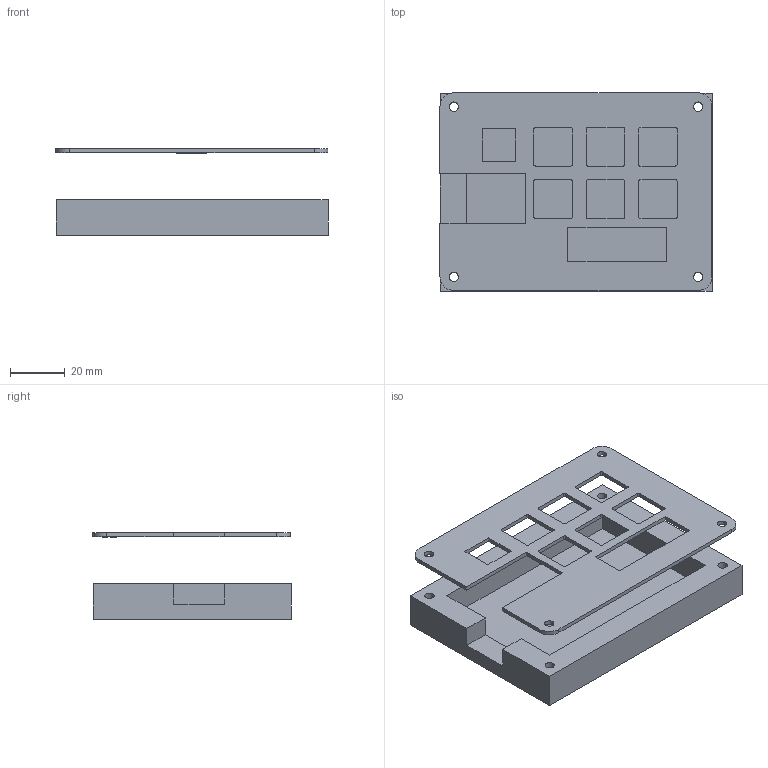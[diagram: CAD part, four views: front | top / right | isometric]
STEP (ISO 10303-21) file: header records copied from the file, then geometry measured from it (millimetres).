
FILE_DESCRIPTION(/* description */ (''),/* implementation_level */ '2;1');
FILE_NAME(/* name */ 'MacroPadv3.step',/* time_stamp */ '2025-05-24T16:05:53-05:00',/* author */ (''),/* organization */ (''),/* preprocessor_version */ 'ST-DEVELOPER v20.1',/* originating_system */ 'Autodesk Translation Framework v14.10.0.0',/* authorisation */ '');
FILE_SCHEMA (('AUTOMOTIVE_DESIGN { 1 0 10303 214 3 1 1 }'));
Length unit declared in the file: millimetre
Products named in the file (4): 2025-05-24-20-22-00-618; 2025-05-24-20-22-00-619; 2025-05-18-18-38-21-455; 2025-05-24-15-41-45-800
Assembly tree (3 placements, depth 2):
  2025-05-24-20-22-00-618
    2025-05-24-20-22-00-619
    2025-05-18-18-38-21-455
    2025-05-24-15-41-45-800
Bounding box: 98.99 x 72.08 x 31.5 mm (x, y, z)
Volume: 55240.3 mm3; surface area: 32601.9 mm2
Topology: 2 solids, 2 shells, 474 faces, 1329 edges, 886 vertices
Faces by surface type: bspline 239, plane 195, cylinder 40
Full cylindrical faces by diameter (mm): 3.4 x8, 6 x4
Entity records: 17590 total; most frequent: CARTESIAN_POINT 6759, ORIENTED_EDGE 2658, DIRECTION 1415, EDGE_CURVE 1329, VERTEX_POINT 886, LINE 771, VECTOR 771, EDGE_LOOP 533
